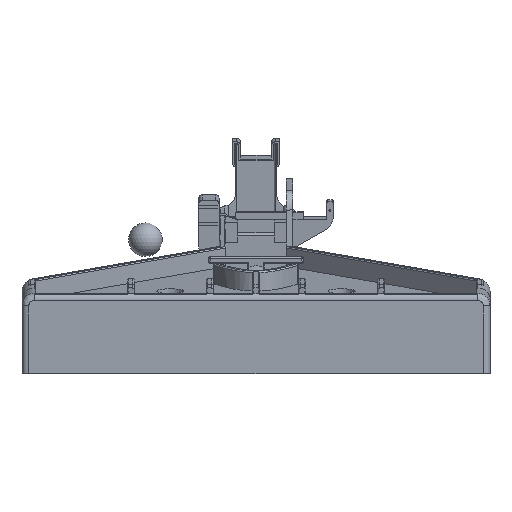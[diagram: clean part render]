
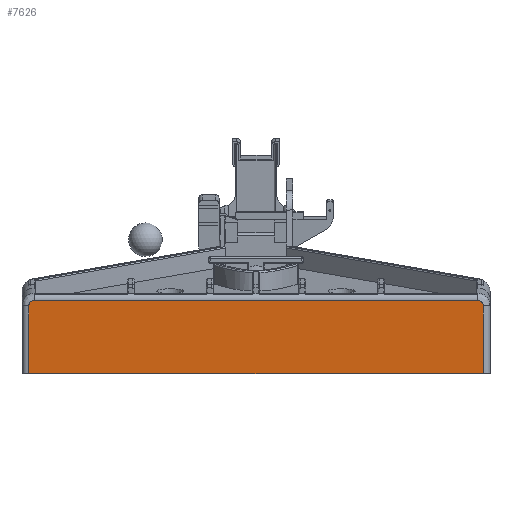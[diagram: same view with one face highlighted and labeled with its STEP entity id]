
A CAD part, front view. The second image highlights one B-rep face of the part: STEP entity #7626.
In plain terms, the highlighted planar face has unit normal (0, -0.996, -0.087).
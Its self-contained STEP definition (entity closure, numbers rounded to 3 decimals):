
#366=PLANE('',#8361);
#1022=LINE('',#14163,#1777);
#1104=LINE('',#14516,#1859);
#1105=LINE('',#14620,#1860);
#1143=LINE('',#14735,#1898);
#1777=VECTOR('',#10128,10.);
#1859=VECTOR('',#10314,10.);
#1860=VECTOR('',#10321,10.);
#1898=VECTOR('',#10401,10.);
#2445=FACE_OUTER_BOUND('',#2887,.T.);
#2887=EDGE_LOOP('',(#7060,#7061,#7062,#7063,#7064,#7065));
#2980=B_SPLINE_CURVE_WITH_KNOTS('',3,(#14553,#14554,#14555,#14556,#14557,
#14558),.UNSPECIFIED.,.F.,.F.,(4,1,1,4),(-0.631,-0.451,
-0.27,0.),.UNSPECIFIED.);
#2982=B_SPLINE_CURVE_WITH_KNOTS('',3,(#14604,#14605,#14606,#14607,#14608,
#14609),.UNSPECIFIED.,.F.,.F.,(4,1,1,4),(-0.631,-0.451,
-0.27,0.),.UNSPECIFIED.);
#3796=VERTEX_POINT('',#14160);
#3797=VERTEX_POINT('',#14162);
#3883=VERTEX_POINT('',#14509);
#3886=VERTEX_POINT('',#14514);
#3888=VERTEX_POINT('',#14602);
#3890=VERTEX_POINT('',#14618);
#4820=EDGE_CURVE('',#3796,#3797,#1022,.T.);
#4939=EDGE_CURVE('',#3886,#3883,#1104,.T.);
#4940=EDGE_CURVE('',#3797,#3886,#2980,.T.);
#4943=EDGE_CURVE('',#3888,#3796,#2982,.T.);
#4946=EDGE_CURVE('',#3890,#3888,#1105,.T.);
#4990=EDGE_CURVE('',#3890,#3883,#1143,.T.);
#7060=ORIENTED_EDGE('',*,*,#4946,.F.);
#7061=ORIENTED_EDGE('',*,*,#4990,.T.);
#7062=ORIENTED_EDGE('',*,*,#4939,.F.);
#7063=ORIENTED_EDGE('',*,*,#4940,.F.);
#7064=ORIENTED_EDGE('',*,*,#4820,.F.);
#7065=ORIENTED_EDGE('',*,*,#4943,.F.);
#7626=ADVANCED_FACE('',(#2445),#366,.T.);
#8361=AXIS2_PLACEMENT_3D('',#14734,#10399,#10400);
#10128=DIRECTION('',(1.,0.,0.));
#10314=DIRECTION('',(0.,0.087,-0.996));
#10321=DIRECTION('',(0.,-0.087,0.996));
#10399=DIRECTION('center_axis',(0.,-0.996,-0.087));
#10400=DIRECTION('ref_axis',(1.,0.,0.));
#10401=DIRECTION('',(1.,0.,0.));
#14160=CARTESIAN_POINT('',(-152.796,-251.068,-24.594));
#14162=CARTESIAN_POINT('',(177.046,-251.068,-24.594));
#14163=CARTESIAN_POINT('',(94.586,-251.068,-24.594));
#14509=CARTESIAN_POINT('',(181.046,-246.307,-79.015));
#14514=CARTESIAN_POINT('',(181.046,-250.716,-28.613));
#14516=CARTESIAN_POINT('',(181.046,-247.606,-64.165));
#14553=CARTESIAN_POINT('Ctrl Pts',(177.046,-251.068,-24.594));
#14554=CARTESIAN_POINT('Ctrl Pts',(177.647,-251.068,-24.594));
#14555=CARTESIAN_POINT('Ctrl Pts',(178.847,-251.044,-24.872));
#14556=CARTESIAN_POINT('Ctrl Pts',(180.527,-250.926,-26.223));
#14557=CARTESIAN_POINT('Ctrl Pts',(181.046,-250.795,-27.715));
#14558=CARTESIAN_POINT('Ctrl Pts',(181.046,-250.716,-28.613));
#14602=CARTESIAN_POINT('',(-156.796,-250.716,-28.613));
#14604=CARTESIAN_POINT('Ctrl Pts',(-156.796,-250.716,-28.613));
#14605=CARTESIAN_POINT('Ctrl Pts',(-156.796,-250.769,-28.015));
#14606=CARTESIAN_POINT('Ctrl Pts',(-156.525,-250.873,
-26.82));
#14607=CARTESIAN_POINT('Ctrl Pts',(-155.193,-251.021,
-25.128));
#14608=CARTESIAN_POINT('Ctrl Pts',(-153.698,-251.068,-24.594));
#14609=CARTESIAN_POINT('Ctrl Pts',(-152.796,-251.068,-24.594));
#14618=CARTESIAN_POINT('',(-156.796,-246.307,-79.015));
#14620=CARTESIAN_POINT('',(-156.796,-249.811,-38.964));
#14734=CARTESIAN_POINT('Origin',(12.125,-248.905,-49.314));
#14735=CARTESIAN_POINT('',(-161.796,-246.307,-79.015));
